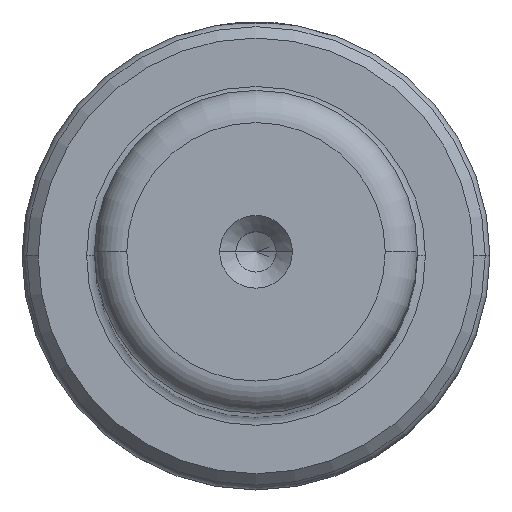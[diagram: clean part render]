
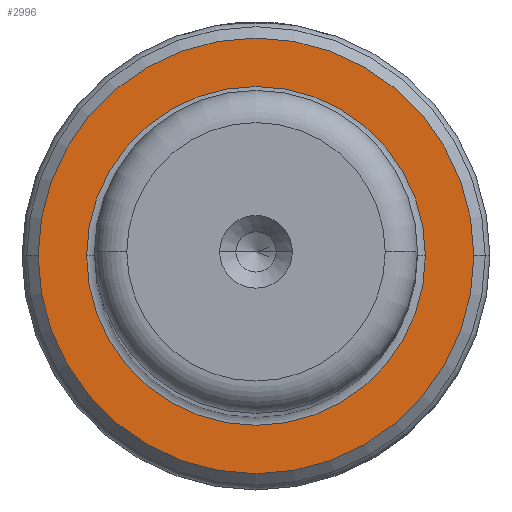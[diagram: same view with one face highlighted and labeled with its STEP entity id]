
A CAD part, top view. The second image highlights one B-rep face of the part: STEP entity #2996.
In plain terms, the highlighted planar face has unit normal (0, 0, 1).
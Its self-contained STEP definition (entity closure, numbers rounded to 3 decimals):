
#10 = DIRECTION ( 'NONE',  ( 0., 0., 1. ) ) ;
#130 = CARTESIAN_POINT ( 'NONE',  ( 0., 0., 20. ) ) ;
#166 = EDGE_CURVE ( 'NONE', #1789, #3104, #445, .T. ) ;
#400 = CARTESIAN_POINT ( 'NONE',  ( 10.5, 0., 20. ) ) ;
#445 = CIRCLE ( 'NONE', #1980, 10.5 ) ;
#488 = EDGE_CURVE ( 'NONE', #990, #1883, #1809, .T. ) ;
#566 = FACE_BOUND ( 'NONE', #1419, .T. ) ;
#990 = VERTEX_POINT ( 'NONE', #2386 ) ;
#1143 = AXIS2_PLACEMENT_3D ( 'NONE', #2278, #10, #1331 ) ;
#1202 = DIRECTION ( 'NONE',  ( 0., 0., -1. ) ) ;
#1231 = ORIENTED_EDGE ( 'NONE', *, *, #166, .T. ) ;
#1256 = DIRECTION ( 'NONE',  ( 0., 0., 1. ) ) ;
#1320 = EDGE_CURVE ( 'NONE', #1883, #990, #1927, .T. ) ;
#1331 = DIRECTION ( 'NONE',  ( 1., 0., 0. ) ) ;
#1354 = CARTESIAN_POINT ( 'NONE',  ( 0., 0., 20. ) ) ;
#1419 = EDGE_LOOP ( 'NONE', ( #1231, #2768 ) ) ;
#1426 = EDGE_CURVE ( 'NONE', #3104, #1789, #1553, .T. ) ;
#1465 = DIRECTION ( 'NONE',  ( -1., 0., 0. ) ) ;
#1553 = CIRCLE ( 'NONE', #2923, 10.5 ) ;
#1578 = PLANE ( 'NONE',  #1143 ) ;
#1592 = CARTESIAN_POINT ( 'NONE',  ( -13.5, 0., 20. ) ) ;
#1789 = VERTEX_POINT ( 'NONE', #2143 ) ;
#1809 = CIRCLE ( 'NONE', #2967, 13.5 ) ;
#1824 = FACE_OUTER_BOUND ( 'NONE', #1994, .T. ) ;
#1833 = DIRECTION ( 'NONE',  ( 0., 0., -1. ) ) ;
#1858 = DIRECTION ( 'NONE',  ( 1., 0., 0. ) ) ;
#1883 = VERTEX_POINT ( 'NONE', #1592 ) ;
#1927 = CIRCLE ( 'NONE', #1976, 13.5 ) ;
#1941 = CARTESIAN_POINT ( 'NONE',  ( 0., 0., 20. ) ) ;
#1976 = AXIS2_PLACEMENT_3D ( 'NONE', #3266, #1256, #2548 ) ;
#1980 = AXIS2_PLACEMENT_3D ( 'NONE', #130, #1833, #2059 ) ;
#1994 = EDGE_LOOP ( 'NONE', ( #2323, #2704 ) ) ;
#2059 = DIRECTION ( 'NONE',  ( -1., 0., 0. ) ) ;
#2143 = CARTESIAN_POINT ( 'NONE',  ( -10.5, 0., 20. ) ) ;
#2278 = CARTESIAN_POINT ( 'NONE',  ( 0., 0., 20. ) ) ;
#2323 = ORIENTED_EDGE ( 'NONE', *, *, #1320, .T. ) ;
#2386 = CARTESIAN_POINT ( 'NONE',  ( 13.5, 0., 20. ) ) ;
#2548 = DIRECTION ( 'NONE',  ( 1., 0., 0. ) ) ;
#2657 = DIRECTION ( 'NONE',  ( 0., 0., 1. ) ) ;
#2704 = ORIENTED_EDGE ( 'NONE', *, *, #488, .T. ) ;
#2768 = ORIENTED_EDGE ( 'NONE', *, *, #1426, .T. ) ;
#2923 = AXIS2_PLACEMENT_3D ( 'NONE', #1941, #1202, #1465 ) ;
#2967 = AXIS2_PLACEMENT_3D ( 'NONE', #1354, #2657, #1858 ) ;
#2996 = ADVANCED_FACE ( 'NONE', ( #1824, #566 ), #1578, .T. ) ;
#3104 = VERTEX_POINT ( 'NONE', #400 ) ;
#3266 = CARTESIAN_POINT ( 'NONE',  ( 0., 0., 20. ) ) ;
